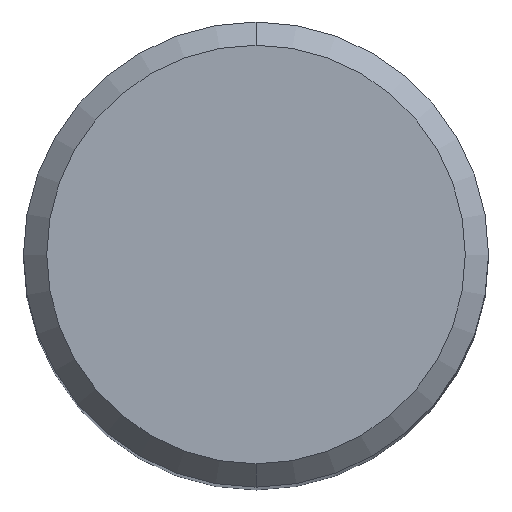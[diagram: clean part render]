
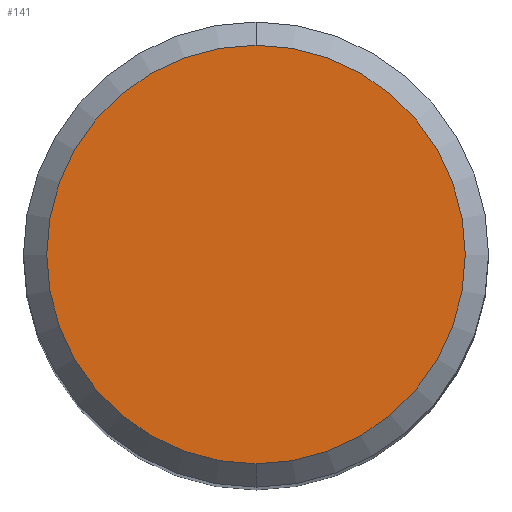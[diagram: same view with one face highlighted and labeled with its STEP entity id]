
A CAD part, top view. The second image highlights one B-rep face of the part: STEP entity #141.
In plain terms, the highlighted planar face has unit normal (0, 0, 1).
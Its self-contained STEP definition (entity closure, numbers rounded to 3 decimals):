
#137=EDGE_CURVE('',#197,#227,#295,.T.);
#141=ADVANCED_FACE('',(#299),#300,.T.);
#193=EDGE_CURVE('',#227,#197,#359,.T.);
#197=VERTEX_POINT('',#363);
#227=VERTEX_POINT('',#395);
#295=CIRCLE('',#467,5.4);
#299=FACE_OUTER_BOUND('',#471,.T.);
#300=PLANE('',#472);
#359=CIRCLE('',#554,5.4);
#363=CARTESIAN_POINT('',(0.0,5.4,0.));
#395=CARTESIAN_POINT('',(0.,-5.4,0.));
#467=AXIS2_PLACEMENT_3D('',#675,#676,#677);
#471=EDGE_LOOP('',(#679,#680));
#472=AXIS2_PLACEMENT_3D('',#681,#682,#683);
#554=AXIS2_PLACEMENT_3D('',#766,#767,#768);
#675=CARTESIAN_POINT('',(0.0,0.0,0.));
#676=DIRECTION('',(0.0,0.0,-1.0));
#677=DIRECTION('',(0.0,1.0,0.0));
#679=ORIENTED_EDGE('',*,*,#137,.F.);
#680=ORIENTED_EDGE('',*,*,#193,.F.);
#681=CARTESIAN_POINT('',(0.0,2.7,0.));
#682=DIRECTION('',(-0.0,0.0,1.0));
#683=DIRECTION('',(0.0,-1.0,0.0));
#766=CARTESIAN_POINT('',(0.0,0.0,0.));
#767=DIRECTION('',(0.0,0.0,-1.0));
#768=DIRECTION('',(0.0,1.0,0.0));
